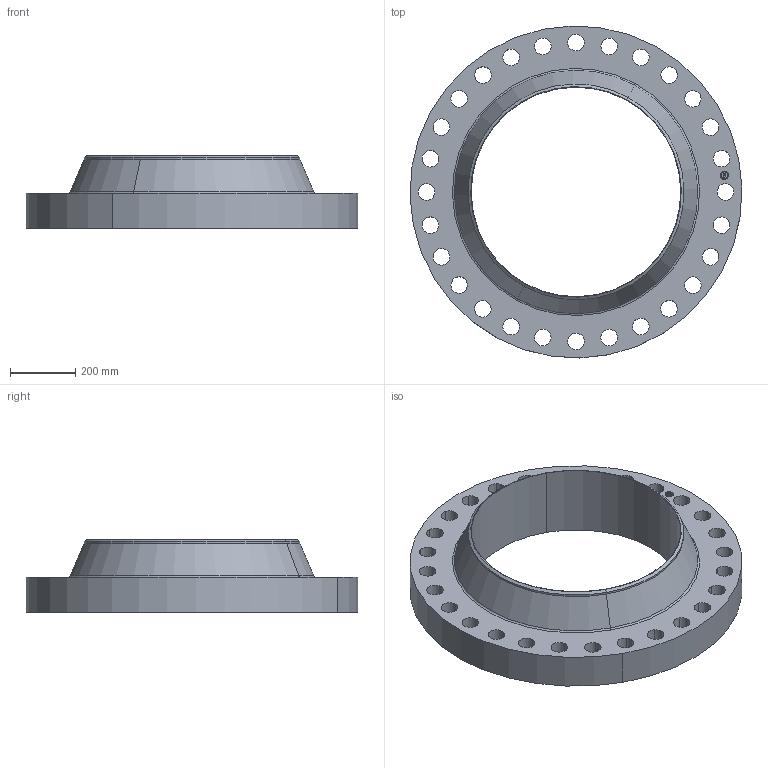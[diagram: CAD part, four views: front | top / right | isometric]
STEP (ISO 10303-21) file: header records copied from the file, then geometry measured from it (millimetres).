
FILE_DESCRIPTION(('3D STEP'),'2;1');
FILE_NAME('26-600-WELD-NECK-FF-STD-A-FLANGE.stp','2013-03-23T06:13:22+00:00',('Texas Flange'),(''),'CATIA Version 5 Release 20 SP 6 (IN-10)','CATIA V5 STEP AP214','800-826-3801');
FILE_SCHEMA(('AUTOMOTIVE_DESIGN { 1 0 10303 214 1 1 1 1 }'));
Length unit declared in the file: inch
Products named in the file (1): 26-600-WELD-NECK-FF-STD-A-FLANGE
Bounding box: 1015.72 x 1015.72 x 222.25 mm (x, y, z)
Volume: 53538165 mm3; surface area: 2300357.8 mm2
Topology: 1 solids, 1 shells, 456 faces, 1302 edges, 866 vertices
Faces by surface type: plane 368, cylinder 82, cone 4, torus 2
Entity records: 16971 total; most frequent: ORIENTED_EDGE 2604, CARTESIAN_POINT 2557, DIRECTION 2078, EDGE_CURVE 1302, VECTOR 1130, LINE 1130, VERTEX_POINT 866, AXIS2_PLACEMENT_3D 561
